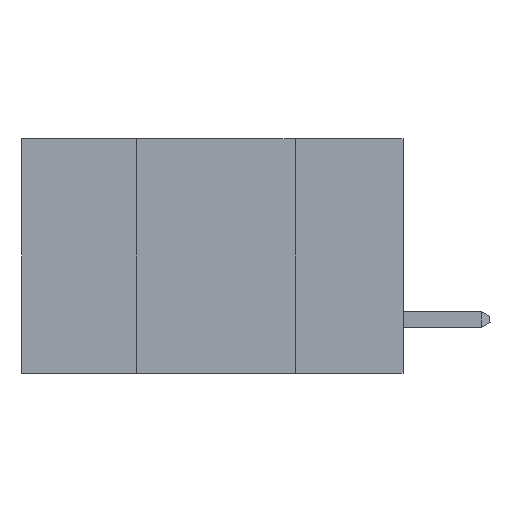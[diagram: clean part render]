
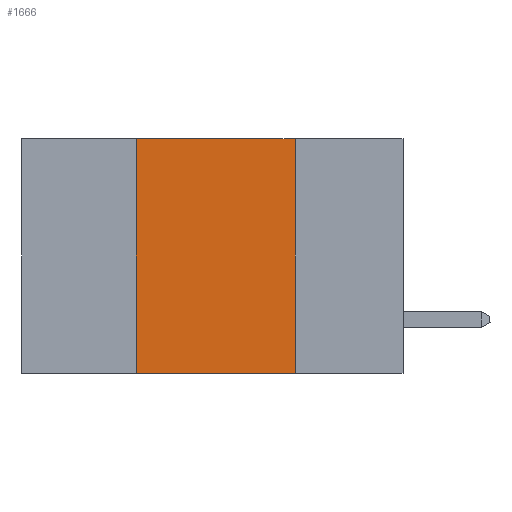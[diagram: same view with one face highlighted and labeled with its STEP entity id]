
A CAD part, left-side view. The second image highlights one B-rep face of the part: STEP entity #1666.
In plain terms, the highlighted planar face has unit normal (-1, 0, 0).
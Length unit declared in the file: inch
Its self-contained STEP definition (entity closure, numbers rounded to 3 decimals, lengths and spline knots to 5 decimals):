
#89 = AXIS2_PLACEMENT_3D ( 'NONE', #8803, #18076, #18155 ) ;
#428 = VECTOR ( 'NONE', #4495, 39.37008 ) ;
#804 = CARTESIAN_POINT ( 'NONE',  ( 0., 0.42, 0. ) ) ;
#1666 = ADVANCED_FACE ( 'NONE', ( #7758 ), #5256, .F. ) ;
#1798 = LINE ( 'NONE', #804, #15898 ) ;
#1858 = VERTEX_POINT ( 'NONE', #15206 ) ;
#2186 = DIRECTION ( 'NONE',  ( 0., -1., 0. ) ) ;
#3189 = ORIENTED_EDGE ( 'NONE', *, *, #13852, .F. ) ;
#3910 = VECTOR ( 'NONE', #2186, 39.37008 ) ;
#4495 = DIRECTION ( 'NONE',  ( 0., -1., 0. ) ) ;
#5256 = PLANE ( 'NONE',  #89 ) ;
#6353 = EDGE_CURVE ( 'NONE', #11937, #15350, #8806, .T. ) ;
#7758 = FACE_OUTER_BOUND ( 'NONE', #18543, .T. ) ;
#7872 = VERTEX_POINT ( 'NONE', #11318 ) ;
#8803 = CARTESIAN_POINT ( 'NONE',  ( 0., 0.6, 0. ) ) ;
#8806 = LINE ( 'NONE', #19212, #428 ) ;
#9700 = ORIENTED_EDGE ( 'NONE', *, *, #6353, .T. ) ;
#10552 = EDGE_CURVE ( 'NONE', #11937, #7872, #1798, .T. ) ;
#10790 = LINE ( 'NONE', #14806, #3910 ) ;
#11318 = CARTESIAN_POINT ( 'NONE',  ( 0., 0.42, 0. ) ) ;
#11937 = VERTEX_POINT ( 'NONE', #17407 ) ;
#13812 = DIRECTION ( 'NONE',  ( 0., 0., -1. ) ) ;
#13852 = EDGE_CURVE ( 'NONE', #7872, #1858, #10790, .T. ) ;
#14806 = CARTESIAN_POINT ( 'NONE',  ( 0., 0.6, 0. ) ) ;
#15206 = CARTESIAN_POINT ( 'NONE',  ( 0., 0.17, 0. ) ) ;
#15350 = VERTEX_POINT ( 'NONE', #19074 ) ;
#15898 = VECTOR ( 'NONE', #23226, 39.37008 ) ;
#17407 = CARTESIAN_POINT ( 'NONE',  ( 0., 0.42, -0.37 ) ) ;
#18001 = ORIENTED_EDGE ( 'NONE', *, *, #10552, .F. ) ;
#18076 = DIRECTION ( 'NONE',  ( 1., 0., 0. ) ) ;
#18155 = DIRECTION ( 'NONE',  ( 0., 0., -1. ) ) ;
#18543 = EDGE_LOOP ( 'NONE', ( #19081, #3189, #18001, #9700 ) ) ;
#19074 = CARTESIAN_POINT ( 'NONE',  ( 0., 0.17, -0.37 ) ) ;
#19081 = ORIENTED_EDGE ( 'NONE', *, *, #23095, .F. ) ;
#19120 = VECTOR ( 'NONE', #13812, 39.37008 ) ;
#19212 = CARTESIAN_POINT ( 'NONE',  ( 0., 0.6, -0.37 ) ) ;
#20276 = LINE ( 'NONE', #22899, #19120 ) ;
#22899 = CARTESIAN_POINT ( 'NONE',  ( 0., 0.17, 0. ) ) ;
#23095 = EDGE_CURVE ( 'NONE', #1858, #15350, #20276, .T. ) ;
#23226 = DIRECTION ( 'NONE',  ( 0., 0., 1. ) ) ;
